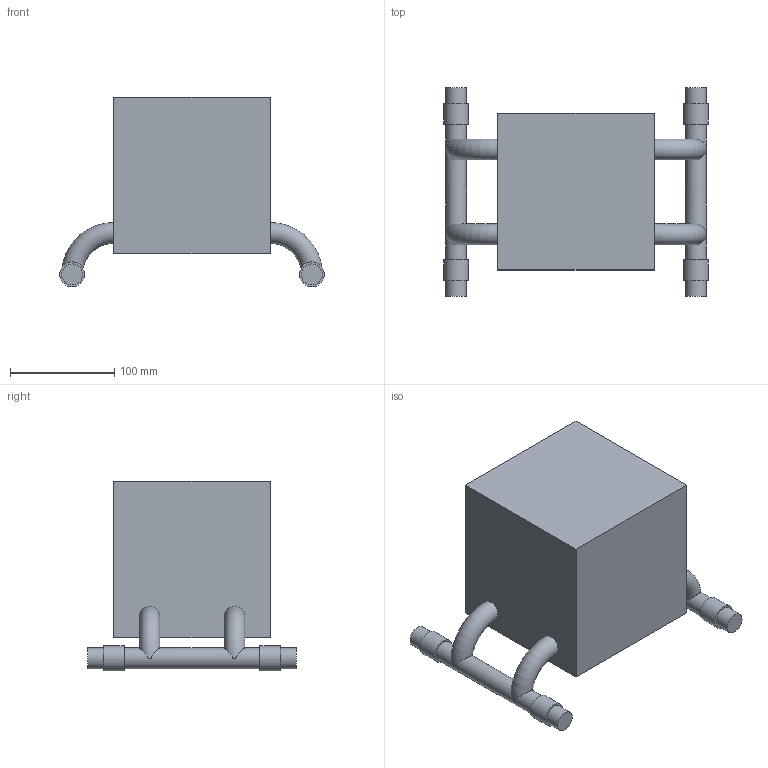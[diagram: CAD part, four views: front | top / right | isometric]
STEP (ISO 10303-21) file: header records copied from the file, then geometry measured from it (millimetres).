
FILE_DESCRIPTION(/* description */ (''),/* implementation_level */ '2;1');
FILE_NAME(/* name */ 'Container.step',/* time_stamp */ '2024-07-15T18:41:19+05:30',/* author */ (''),/* organization */ (''),/* preprocessor_version */ 'ST-DEVELOPER v20',/* originating_system */ 'Autodesk Translation Framework v13.14.0.145',/* authorisation */ '');
FILE_SCHEMA (('AUTOMOTIVE_DESIGN { 1 0 10303 214 3 1 1 }'));
Length unit declared in the file: centimetre
Products named in the file (1): 2
Bounding box: 253.66 x 200 x 181.6 mm (x, y, z)
Volume: 1213159.8 mm3; surface area: 257523.5 mm2
Topology: 5 solids, 5 shells, 41 faces, 78 edges, 52 vertices
Faces by surface type: plane 27, cylinder 10, torus 4
Full cylindrical faces by diameter (mm): 20 x6, 23.856 x4
Entity records: 1393 total; most frequent: CARTESIAN_POINT 484, DIRECTION 186, ORIENTED_EDGE 156, EDGE_CURVE 78, AXIS2_PLACEMENT_3D 74, EDGE_LOOP 58, VERTEX_POINT 52, FACE_OUTER_BOUND 41
